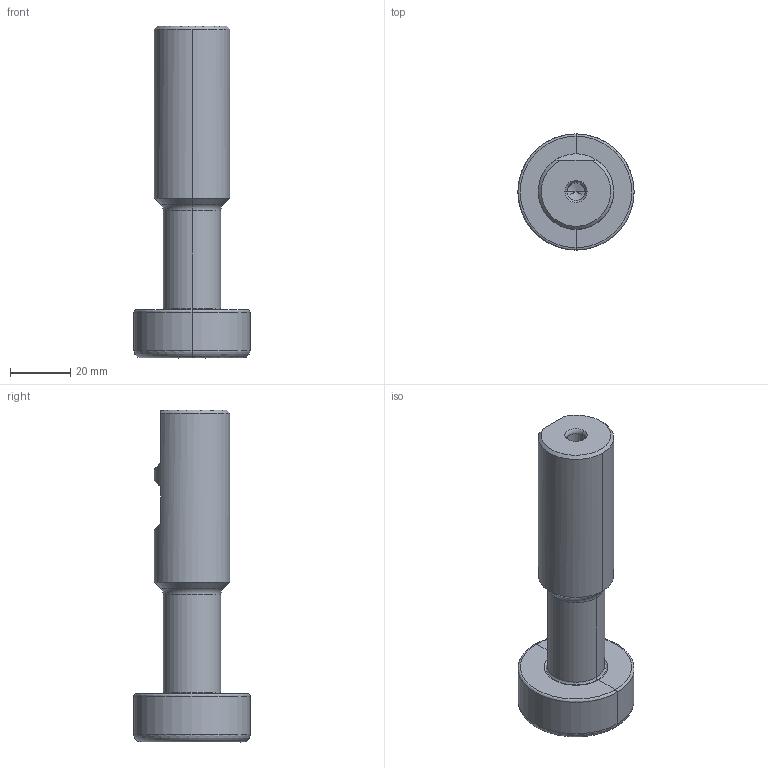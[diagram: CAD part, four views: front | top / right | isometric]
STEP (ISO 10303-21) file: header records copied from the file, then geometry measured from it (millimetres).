
FILE_DESCRIPTION((''),'2;1');
FILE_NAME('15T1F039016W5R00','2018-05-14T',('zimmermann'),(''),'CREO PARAMETRIC BY PTC INC, 2017020','CREO PARAMETRIC BY PTC INC, 2017020','');
FILE_SCHEMA(('AUTOMOTIVE_DESIGN { 1 0 10303 214 1 1 1 1 }'));
Length unit declared in the file: millimetre
Products named in the file (3): NOCUT; CUT; 15T1F039016W5R00
Assembly tree (2 placements, depth 2):
  15T1F039016W5R00
    NOCUT
    CUT
Bounding box: 38.5 x 38.5 x 110 mm (x, y, z)
Volume: 64889.1 mm3; surface area: 16997.6 mm2
Topology: 2 solids, 2 shells, 59 faces, 126 edges, 70 vertices
Faces by surface type: cylinder 14, torus 14, cone 13, plane 10, revolution 8
Entity records: 3098 total; most frequent: CARTESIAN_POINT 838, DIRECTION 314, ORIENTED_EDGE 244, PRESENTATION_STYLE_ASSIGNMENT 134, STYLED_ITEM 134, AXIS2_PLACEMENT_3D 134, CURVE_STYLE 132, EDGE_CURVE 122
